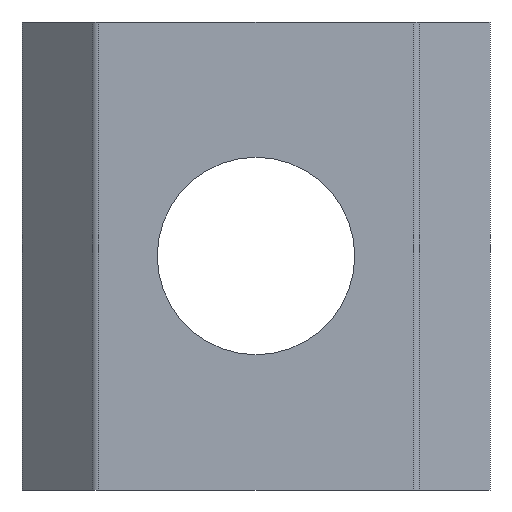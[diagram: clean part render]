
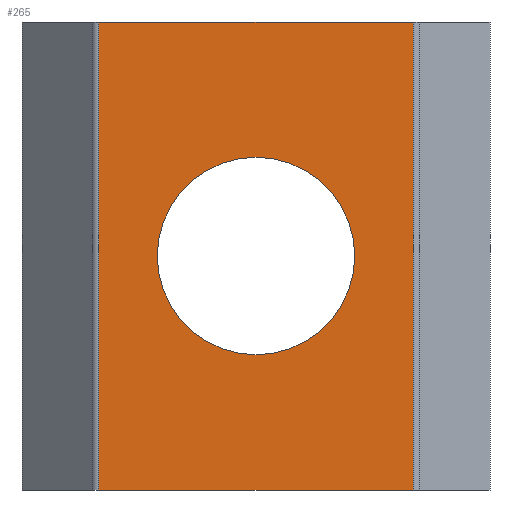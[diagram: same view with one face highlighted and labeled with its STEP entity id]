
A CAD part, front view. The second image highlights one B-rep face of the part: STEP entity #265.
In plain terms, the highlighted planar face has unit normal (0, -1, 0).
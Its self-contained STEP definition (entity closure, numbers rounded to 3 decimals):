
#3 = PLANE ( 'NONE',  #99 ) ;
#9 = EDGE_LOOP ( 'NONE', ( #49, #59 ) ) ;
#35 = LINE ( 'NONE', #495, #430 ) ;
#39 = EDGE_CURVE ( 'NONE', #226, #207, #521, .T. ) ;
#41 = DIRECTION ( 'NONE',  ( 0., 0., -1. ) ) ;
#49 = ORIENTED_EDGE ( 'NONE', *, *, #509, .T. ) ;
#51 = DIRECTION ( 'NONE',  ( 0., -1., 0. ) ) ;
#57 = AXIS2_PLACEMENT_3D ( 'NONE', #117, #208, #512 ) ;
#59 = ORIENTED_EDGE ( 'NONE', *, *, #39, .T. ) ;
#68 = ORIENTED_EDGE ( 'NONE', *, *, #402, .T. ) ;
#81 = FACE_OUTER_BOUND ( 'NONE', #441, .T. ) ;
#96 = CARTESIAN_POINT ( 'NONE',  ( -5.376, -6., 16. ) ) ;
#99 = AXIS2_PLACEMENT_3D ( 'NONE', #183, #51, #363 ) ;
#117 = CARTESIAN_POINT ( 'NONE',  ( 0., -6., 8. ) ) ;
#125 = VECTOR ( 'NONE', #340, 1000. ) ;
#147 = DIRECTION ( 'NONE',  ( 0., 0., -1. ) ) ;
#166 = CARTESIAN_POINT ( 'NONE',  ( 0., -6., 8. ) ) ;
#183 = CARTESIAN_POINT ( 'NONE',  ( 5.376, -6., 0. ) ) ;
#188 = VERTEX_POINT ( 'NONE', #279 ) ;
#207 = VERTEX_POINT ( 'NONE', #324 ) ;
#208 = DIRECTION ( 'NONE',  ( 0., 1., 0. ) ) ;
#212 = LINE ( 'NONE', #317, #565 ) ;
#223 = AXIS2_PLACEMENT_3D ( 'NONE', #166, #239, #41 ) ;
#226 = VERTEX_POINT ( 'NONE', #530 ) ;
#235 = ORIENTED_EDGE ( 'NONE', *, *, #570, .T. ) ;
#239 = DIRECTION ( 'NONE',  ( 0., 1., 0. ) ) ;
#240 = LINE ( 'NONE', #297, #125 ) ;
#246 = EDGE_CURVE ( 'NONE', #508, #188, #212, .T. ) ;
#265 = ADVANCED_FACE ( 'NONE', ( #81, #287 ), #3, .T. ) ;
#267 = VECTOR ( 'NONE', #368, 1000. ) ;
#279 = CARTESIAN_POINT ( 'NONE',  ( 5.376, -6., 16. ) ) ;
#287 = FACE_BOUND ( 'NONE', #9, .T. ) ;
#297 = CARTESIAN_POINT ( 'NONE',  ( 5.376, -6., 0. ) ) ;
#298 = CARTESIAN_POINT ( 'NONE',  ( -5.376, -6., 0. ) ) ;
#309 = ORIENTED_EDGE ( 'NONE', *, *, #358, .T. ) ;
#317 = CARTESIAN_POINT ( 'NONE',  ( 5.376, -6., 0. ) ) ;
#324 = CARTESIAN_POINT ( 'NONE',  ( 0., -6., 4.625 ) ) ;
#338 = LINE ( 'NONE', #367, #267 ) ;
#340 = DIRECTION ( 'NONE',  ( 1., 0., 0. ) ) ;
#358 = EDGE_CURVE ( 'NONE', #564, #464, #35, .T. ) ;
#363 = DIRECTION ( 'NONE',  ( 0., 0., -1. ) ) ;
#367 = CARTESIAN_POINT ( 'NONE',  ( 5.376, -6., 16. ) ) ;
#368 = DIRECTION ( 'NONE',  ( -1., 0., 0. ) ) ;
#402 = EDGE_CURVE ( 'NONE', #464, #508, #240, .T. ) ;
#413 = DIRECTION ( 'NONE',  ( 0., 0., 1. ) ) ;
#430 = VECTOR ( 'NONE', #147, 1000. ) ;
#441 = EDGE_LOOP ( 'NONE', ( #68, #459, #235, #309 ) ) ;
#459 = ORIENTED_EDGE ( 'NONE', *, *, #246, .T. ) ;
#464 = VERTEX_POINT ( 'NONE', #298 ) ;
#495 = CARTESIAN_POINT ( 'NONE',  ( -5.376, -6., 0. ) ) ;
#508 = VERTEX_POINT ( 'NONE', #517 ) ;
#509 = EDGE_CURVE ( 'NONE', #207, #226, #554, .T. ) ;
#512 = DIRECTION ( 'NONE',  ( 0., 0., -1. ) ) ;
#517 = CARTESIAN_POINT ( 'NONE',  ( 5.376, -6., 0. ) ) ;
#521 = CIRCLE ( 'NONE', #223, 3.375 ) ;
#530 = CARTESIAN_POINT ( 'NONE',  ( 0., -6., 11.375 ) ) ;
#554 = CIRCLE ( 'NONE', #57, 3.375 ) ;
#564 = VERTEX_POINT ( 'NONE', #96 ) ;
#565 = VECTOR ( 'NONE', #413, 1000. ) ;
#570 = EDGE_CURVE ( 'NONE', #188, #564, #338, .T. ) ;
